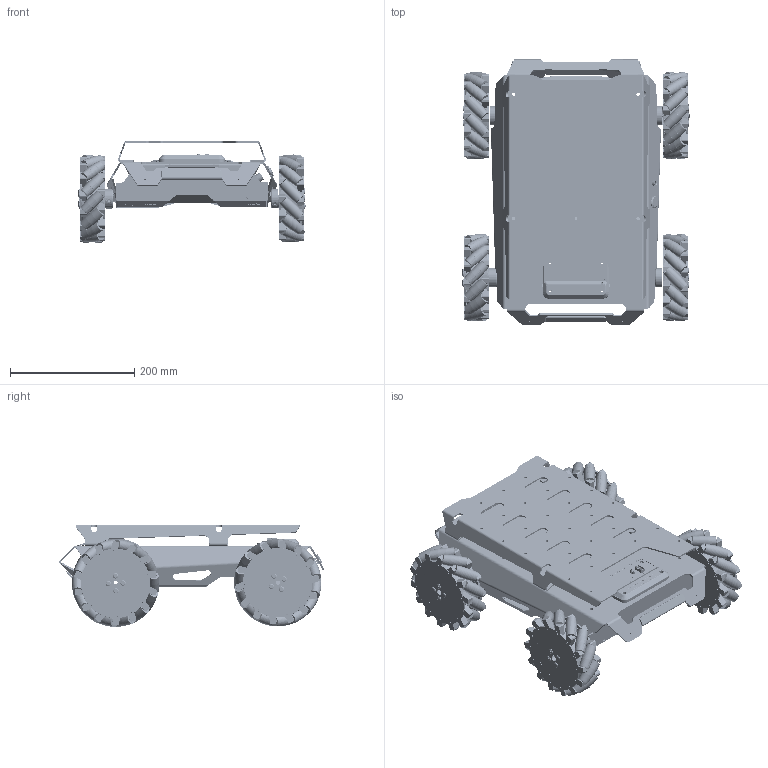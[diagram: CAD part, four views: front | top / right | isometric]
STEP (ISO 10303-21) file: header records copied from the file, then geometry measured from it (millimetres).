
FILE_DESCRIPTION (( 'STEP AP214' ), '1' );
FILE_NAME ('×°ÅäÌå2.STEP', '2022-11-10T12:08:39', ( '' ), ( '' ), 'SwSTEP 2.0', 'SolidWorks 2021', '' );
FILE_SCHEMA (( 'AUTOMOTIVE_DESIGN' ));
Length unit declared in the file: millimetre
Products named in the file (1): 蚾饜极2
Bounding box: 364.9 x 426.23 x 164.02 mm (x, y, z)
Surface area: 1229265.8 mm2 (no closed solid volume)
Topology: 0 solids, 234 shells, 3446 faces, 17250 edges, 13693 vertices
Faces by surface type: plane 1639, cylinder 1527, torus 152, bspline 79, cone 47, sphere 2
Entity records: 221242 total; most frequent: CARTESIAN_POINT 53895, DIRECTION 25518, ORIENTED_EDGE 24751, EDGE_CURVE 17243, VERTEX_POINT 13691, VECTOR 9396, LINE 9396, AXIS2_PLACEMENT_3D 8061
